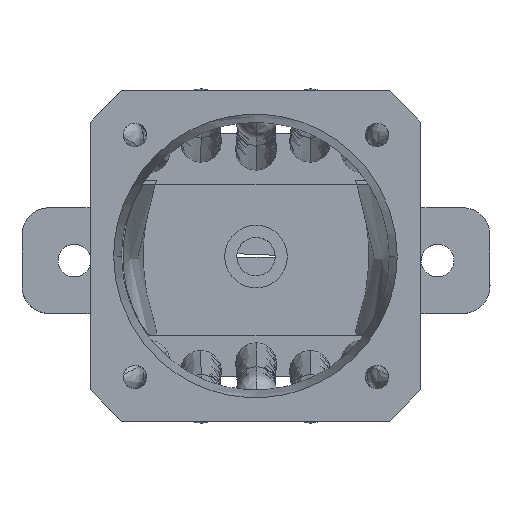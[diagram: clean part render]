
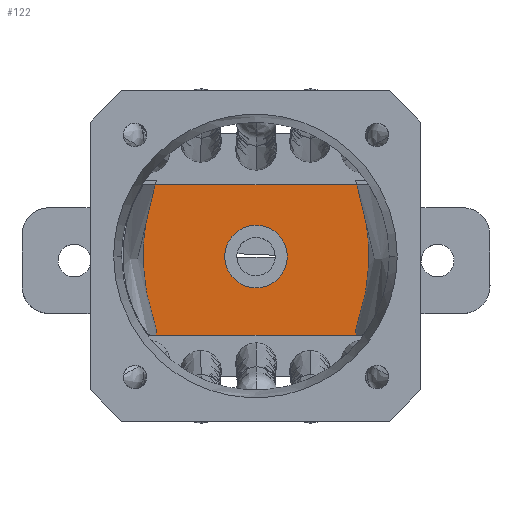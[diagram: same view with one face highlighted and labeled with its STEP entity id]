
A CAD part, top view. The second image highlights one B-rep face of the part: STEP entity #122.
In plain terms, the highlighted planar face has unit normal (0, 0, 1).
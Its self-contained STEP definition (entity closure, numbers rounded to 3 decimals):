
#122=ADVANCED_FACE('',(#328,#210),#2907,.T.);
#210=FACE_BOUND('',#515,.T.);
#328=FACE_OUTER_BOUND('',#514,.T.);
#514=EDGE_LOOP('',(#1147,#1148,#1149,#1150,#1151,#1152,#1153,#1154,#1155,
#1156));
#515=EDGE_LOOP('',(#1157));
#1147=ORIENTED_EDGE('',*,*,#1913,.F.);
#1148=ORIENTED_EDGE('',*,*,#1927,.T.);
#1149=ORIENTED_EDGE('',*,*,#1806,.T.);
#1150=ORIENTED_EDGE('',*,*,#1805,.T.);
#1151=ORIENTED_EDGE('',*,*,#1804,.T.);
#1152=ORIENTED_EDGE('',*,*,#1896,.F.);
#1153=ORIENTED_EDGE('',*,*,#1819,.F.);
#1154=ORIENTED_EDGE('',*,*,#1820,.F.);
#1155=ORIENTED_EDGE('',*,*,#1821,.F.);
#1156=ORIENTED_EDGE('',*,*,#1825,.T.);
#1157=ORIENTED_EDGE('',*,*,#1989,.T.);
#1804=EDGE_CURVE('',#2709,#2757,#2198,.T.);
#1805=EDGE_CURVE('',#2712,#2709,#2418,.T.);
#1806=EDGE_CURVE('',#2704,#2712,#2199,.T.);
#1819=EDGE_CURVE('',#2721,#2759,#2207,.T.);
#1820=EDGE_CURVE('',#2724,#2721,#2424,.T.);
#1821=EDGE_CURVE('',#2719,#2724,#2208,.T.);
#1825=EDGE_CURVE('',#2719,#2779,#2426,.T.);
#1896=EDGE_CURVE('',#2759,#2757,#2236,.T.);
#1913=EDGE_CURVE('',#2774,#2779,#2249,.T.);
#1927=EDGE_CURVE('',#2774,#2704,#2480,.T.);
#1989=EDGE_CURVE('',#2595,#2595,#2506,.T.);
#2198=B_SPLINE_CURVE_WITH_KNOTS('',3,(#26919,#26920,#26921,#26922,#26923,
#26924),.UNSPECIFIED.,.F.,.F.,(4,2,4),(0.,9.871,19.126),
 .UNSPECIFIED.);
#2199=B_SPLINE_CURVE_WITH_KNOTS('',3,(#26928,#26929,#26930,#26931),
 .UNSPECIFIED.,.F.,.F.,(4,4),(4.144,6.374),
 .UNSPECIFIED.);
#2207=B_SPLINE_CURVE_WITH_KNOTS('',3,(#26992,#26993,#26994,#26995,#26996,
#26997),.UNSPECIFIED.,.F.,.F.,(4,2,4),(0.,9.871,19.126),
 .UNSPECIFIED.);
#2208=B_SPLINE_CURVE_WITH_KNOTS('',3,(#27001,#27002,#27003,#27004),
 .UNSPECIFIED.,.F.,.F.,(4,4),(0.434,2.655),
 .UNSPECIFIED.);
#2236=B_SPLINE_CURVE_WITH_KNOTS('',1,(#27330,#27331),.UNSPECIFIED.,.F.,
 .F.,(2,2),(10.109,11.883),.UNSPECIFIED.);
#2249=B_SPLINE_CURVE_WITH_KNOTS('',1,(#27400,#27401),.UNSPECIFIED.,.F.,
 .F.,(2,2),(15.081,17.317),.UNSPECIFIED.);
#2418=(
BOUNDED_CURVE()
B_SPLINE_CURVE(2,(#26925,#26926,#26927),.UNSPECIFIED.,.F.,.F.)
B_SPLINE_CURVE_WITH_KNOTS((3,3),(60.393,62.816),
 .UNSPECIFIED.)
CURVE()
GEOMETRIC_REPRESENTATION_ITEM()
RATIONAL_B_SPLINE_CURVE((1.,1.,1.))
REPRESENTATION_ITEM('')
);
#2424=(
BOUNDED_CURVE()
B_SPLINE_CURVE(2,(#26998,#26999,#27000),.UNSPECIFIED.,.F.,.F.)
B_SPLINE_CURVE_WITH_KNOTS((3,3),(60.393,62.816),
 .UNSPECIFIED.)
CURVE()
GEOMETRIC_REPRESENTATION_ITEM()
RATIONAL_B_SPLINE_CURVE((1.,1.,1.))
REPRESENTATION_ITEM('')
);
#2426=(
BOUNDED_CURVE()
B_SPLINE_CURVE(2,(#27036,#27037,#27038),.UNSPECIFIED.,.F.,.F.)
B_SPLINE_CURVE_WITH_KNOTS((3,3),(-98.64,-97.407),
 .UNSPECIFIED.)
CURVE()
GEOMETRIC_REPRESENTATION_ITEM()
RATIONAL_B_SPLINE_CURVE((1.,0.996,1.))
REPRESENTATION_ITEM('')
);
#2480=(
BOUNDED_CURVE()
B_SPLINE_CURVE(2,(#27462,#27463,#27464),.UNSPECIFIED.,.F.,.F.)
B_SPLINE_CURVE_WITH_KNOTS((3,3),(-60.061,-58.827),
 .UNSPECIFIED.)
CURVE()
GEOMETRIC_REPRESENTATION_ITEM()
RATIONAL_B_SPLINE_CURVE((1.,0.996,1.))
REPRESENTATION_ITEM('')
);
#2506=(
BOUNDED_CURVE()
B_SPLINE_CURVE(2,(#28185,#28186,#28187,#28188,#28189,#28190,#28191,#28192,
#28193),.UNSPECIFIED.,.T.,.F.)
B_SPLINE_CURVE_WITH_KNOTS((3,2,2,2,3),(-25.133,-18.85,
-12.566,-6.283,0.),.UNSPECIFIED.)
CURVE()
GEOMETRIC_REPRESENTATION_ITEM()
RATIONAL_B_SPLINE_CURVE((1.,0.707,1.,0.707,
1.,0.707,1.,0.707,1.))
REPRESENTATION_ITEM('')
);
#2595=VERTEX_POINT('',#24894);
#2704=VERTEX_POINT('',#25003);
#2709=VERTEX_POINT('',#25008);
#2712=VERTEX_POINT('',#25011);
#2719=VERTEX_POINT('',#25018);
#2721=VERTEX_POINT('',#25020);
#2724=VERTEX_POINT('',#25023);
#2757=VERTEX_POINT('',#25056);
#2759=VERTEX_POINT('',#25058);
#2774=VERTEX_POINT('',#25073);
#2779=VERTEX_POINT('',#25078);
#2907=PLANE('',#3072);
#3072=AXIS2_PLACEMENT_3D('',#9172,#3120,$);
#3120=DIRECTION('',(0.,0.,1.));
#9172=CARTESIAN_POINT('',(950.748,-90.88,6.386));
#24894=CARTESIAN_POINT('',(926.073,-110.547,6.386));
#25003=CARTESIAN_POINT('',(946.589,-119.473,6.386));
#25008=CARTESIAN_POINT('',(942.815,-120.05,6.386));
#25011=CARTESIAN_POINT('',(944.515,-120.05,6.386));
#25018=CARTESIAN_POINT('',(913.557,-119.473,6.386));
#25020=CARTESIAN_POINT('',(917.331,-120.05,6.386));
#25023=CARTESIAN_POINT('',(915.631,-120.05,6.386));
#25056=CARTESIAN_POINT('',(943.015,-101.379,6.386));
#25058=CARTESIAN_POINT('',(917.131,-101.379,6.386));
#25073=CARTESIAN_POINT('',(946.394,-120.635,6.386));
#25078=CARTESIAN_POINT('',(913.752,-120.635,6.386));
#26919=CARTESIAN_POINT('',(942.815,-120.05,6.386));
#26920=CARTESIAN_POINT('',(943.91,-116.925,6.386));
#26921=CARTESIAN_POINT('',(944.512,-113.739,6.386));
#26922=CARTESIAN_POINT('',(944.512,-107.311,6.386));
#26923=CARTESIAN_POINT('',(943.983,-104.316,6.386));
#26924=CARTESIAN_POINT('',(943.015,-101.379,6.386));
#26925=CARTESIAN_POINT('',(944.515,-120.05,6.386));
#26926=CARTESIAN_POINT('',(943.665,-120.05,6.386));
#26927=CARTESIAN_POINT('',(942.815,-120.05,6.386));
#26928=CARTESIAN_POINT('',(946.589,-119.473,6.386));
#26929=CARTESIAN_POINT('',(945.969,-119.848,6.386));
#26930=CARTESIAN_POINT('',(945.252,-120.05,6.386));
#26931=CARTESIAN_POINT('',(944.515,-120.05,6.386));
#26992=CARTESIAN_POINT('',(917.331,-120.05,6.386));
#26993=CARTESIAN_POINT('',(916.236,-116.925,6.386));
#26994=CARTESIAN_POINT('',(915.634,-113.739,6.386));
#26995=CARTESIAN_POINT('',(915.634,-107.311,6.386));
#26996=CARTESIAN_POINT('',(916.164,-104.316,6.386));
#26997=CARTESIAN_POINT('',(917.131,-101.379,6.386));
#26998=CARTESIAN_POINT('',(915.631,-120.05,6.386));
#26999=CARTESIAN_POINT('',(916.481,-120.05,6.386));
#27000=CARTESIAN_POINT('',(917.331,-120.05,6.386));
#27001=CARTESIAN_POINT('',(913.557,-119.473,6.386));
#27002=CARTESIAN_POINT('',(914.18,-119.85,6.386));
#27003=CARTESIAN_POINT('',(914.897,-120.05,6.386));
#27004=CARTESIAN_POINT('',(915.631,-120.05,6.386));
#27036=CARTESIAN_POINT('',(913.557,-119.473,6.386));
#27037=CARTESIAN_POINT('',(913.605,-120.062,6.386));
#27038=CARTESIAN_POINT('',(913.752,-120.635,6.386));
#27330=CARTESIAN_POINT('',(917.131,-101.379,6.386));
#27331=CARTESIAN_POINT('',(943.015,-101.379,6.386));
#27400=CARTESIAN_POINT('',(946.394,-120.635,6.386));
#27401=CARTESIAN_POINT('',(913.752,-120.635,6.386));
#27462=CARTESIAN_POINT('',(946.394,-120.635,6.386));
#27463=CARTESIAN_POINT('',(946.541,-120.062,6.386));
#27464=CARTESIAN_POINT('',(946.589,-119.473,6.386));
#28185=CARTESIAN_POINT('',(926.073,-110.547,6.386));
#28186=CARTESIAN_POINT('',(926.073,-106.547,6.386));
#28187=CARTESIAN_POINT('',(930.073,-106.547,6.386));
#28188=CARTESIAN_POINT('',(934.073,-106.547,6.386));
#28189=CARTESIAN_POINT('',(934.073,-110.547,6.386));
#28190=CARTESIAN_POINT('',(934.073,-114.547,6.386));
#28191=CARTESIAN_POINT('',(930.073,-114.547,6.386));
#28192=CARTESIAN_POINT('',(926.073,-114.547,6.386));
#28193=CARTESIAN_POINT('',(926.073,-110.547,6.386));
